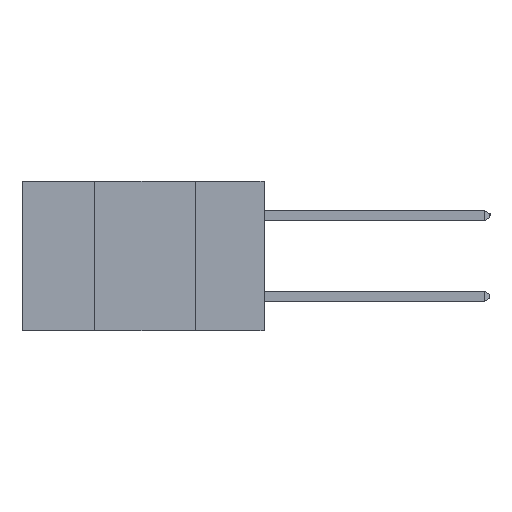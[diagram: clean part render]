
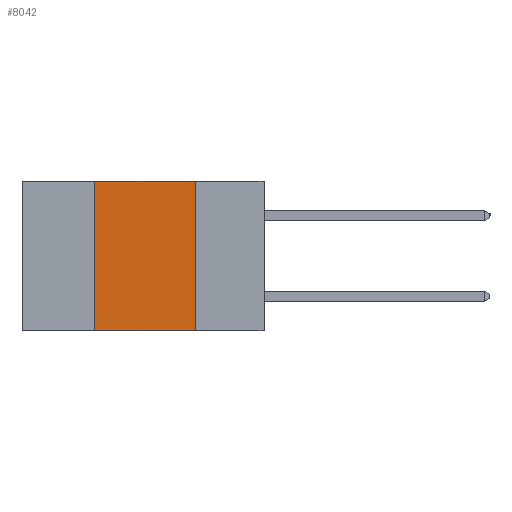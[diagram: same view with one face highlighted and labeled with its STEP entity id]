
A CAD part, left-side view. The second image highlights one B-rep face of the part: STEP entity #8042.
In plain terms, the highlighted planar face has unit normal (-1, 0, 0).
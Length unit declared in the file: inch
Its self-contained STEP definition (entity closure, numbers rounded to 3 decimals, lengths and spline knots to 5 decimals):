
#114 = VERTEX_POINT ( 'NONE', #9847 ) ;
#298 = ORIENTED_EDGE ( 'NONE', *, *, #2727, .F. ) ;
#328 = CARTESIAN_POINT ( 'NONE',  ( 0., 0.6, -0.37 ) ) ;
#525 = VERTEX_POINT ( 'NONE', #10316 ) ;
#640 = DIRECTION ( 'NONE',  ( 0., 0., 1. ) ) ;
#889 = VECTOR ( 'NONE', #8438, 39.37008 ) ;
#1573 = LINE ( 'NONE', #9183, #4196 ) ;
#1986 = PLANE ( 'NONE',  #2297 ) ;
#2273 = LINE ( 'NONE', #328, #9970 ) ;
#2297 = AXIS2_PLACEMENT_3D ( 'NONE', #10505, #5049, #4871 ) ;
#2727 = EDGE_CURVE ( 'NONE', #5659, #114, #1573, .T. ) ;
#3092 = DIRECTION ( 'NONE',  ( 0., -1., 0. ) ) ;
#3105 = CARTESIAN_POINT ( 'NONE',  ( 0., 0.17, -0.37 ) ) ;
#3278 = CARTESIAN_POINT ( 'NONE',  ( 0., 0.42, -0.37 ) ) ;
#3772 = LINE ( 'NONE', #9372, #889 ) ;
#4196 = VECTOR ( 'NONE', #640, 39.37008 ) ;
#4592 = DIRECTION ( 'NONE',  ( 0., -1., 0. ) ) ;
#4871 = DIRECTION ( 'NONE',  ( 0., 0., -1. ) ) ;
#5049 = DIRECTION ( 'NONE',  ( 1., 0., 0. ) ) ;
#5517 = CARTESIAN_POINT ( 'NONE',  ( 0., 0.6, 0. ) ) ;
#5659 = VERTEX_POINT ( 'NONE', #3278 ) ;
#5688 = EDGE_CURVE ( 'NONE', #5659, #9433, #2273, .T. ) ;
#5989 = FACE_OUTER_BOUND ( 'NONE', #12061, .T. ) ;
#6110 = ORIENTED_EDGE ( 'NONE', *, *, #5688, .T. ) ;
#7060 = EDGE_CURVE ( 'NONE', #525, #9433, #3772, .T. ) ;
#8042 = ADVANCED_FACE ( 'NONE', ( #5989 ), #1986, .F. ) ;
#8214 = ORIENTED_EDGE ( 'NONE', *, *, #11409, .F. ) ;
#8438 = DIRECTION ( 'NONE',  ( 0., 0., -1. ) ) ;
#9125 = VECTOR ( 'NONE', #4592, 39.37008 ) ;
#9183 = CARTESIAN_POINT ( 'NONE',  ( 0., 0.42, -0.37 ) ) ;
#9372 = CARTESIAN_POINT ( 'NONE',  ( 0., 0.17, -0.37 ) ) ;
#9433 = VERTEX_POINT ( 'NONE', #3105 ) ;
#9847 = CARTESIAN_POINT ( 'NONE',  ( 0., 0.42, 0. ) ) ;
#9970 = VECTOR ( 'NONE', #3092, 39.37008 ) ;
#10167 = LINE ( 'NONE', #5517, #9125 ) ;
#10220 = ORIENTED_EDGE ( 'NONE', *, *, #7060, .F. ) ;
#10316 = CARTESIAN_POINT ( 'NONE',  ( 0., 0.17, 0. ) ) ;
#10505 = CARTESIAN_POINT ( 'NONE',  ( 0., 0.6, 0. ) ) ;
#11409 = EDGE_CURVE ( 'NONE', #114, #525, #10167, .T. ) ;
#12061 = EDGE_LOOP ( 'NONE', ( #10220, #8214, #298, #6110 ) ) ;
